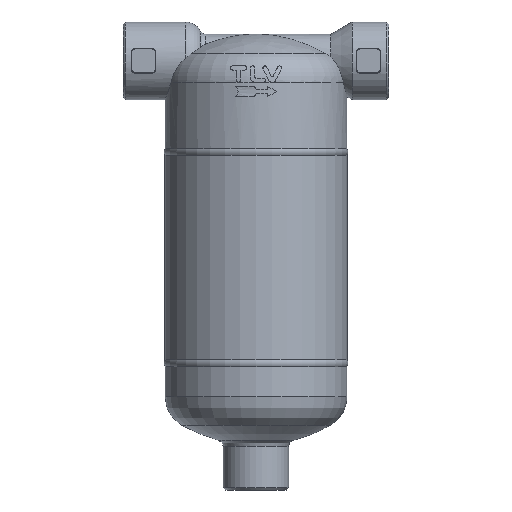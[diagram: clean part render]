
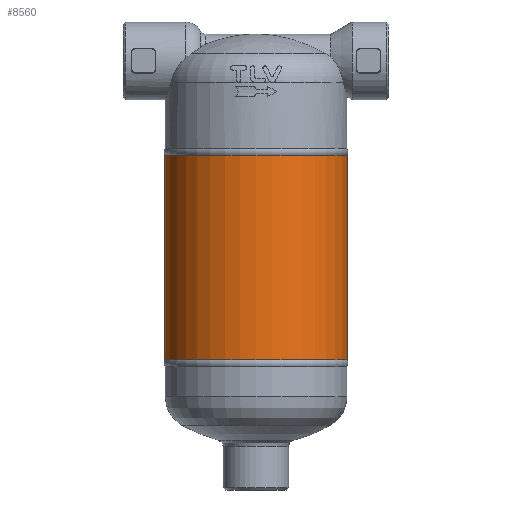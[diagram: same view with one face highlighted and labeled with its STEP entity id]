
A CAD part, front view. The second image highlights one B-rep face of the part: STEP entity #8560.
In plain terms, the highlighted cylindrical face has radius 44.55 mm (diameter 89.1 mm), a full revolution.
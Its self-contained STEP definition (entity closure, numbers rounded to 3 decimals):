
#8218=CARTESIAN_POINT('',(-44.55,0.,-101.883));
#8219=VERTEX_POINT('',#8218);
#8220=CARTESIAN_POINT('',(0.,0.0,-101.883));
#8221=DIRECTION('',(0.0,0.0,-1.0));
#8222=DIRECTION('',(1.0,0.0,0.0));
#8223=AXIS2_PLACEMENT_3D('',#8220,#8221,#8222);
#8224=CIRCLE('',#8223,44.55);
#8225=EDGE_CURVE('',#8219,#8219,#8224,.T.);
#8235=CARTESIAN_POINT('',(-44.55,0.,-1.617));
#8236=VERTEX_POINT('',#8235);
#8237=CARTESIAN_POINT('',(0.,0.0,-1.617));
#8238=DIRECTION('',(0.0,0.0,1.0));
#8239=DIRECTION('',(1.0,0.0,0.0));
#8240=AXIS2_PLACEMENT_3D('',#8237,#8238,#8239);
#8241=CIRCLE('',#8240,44.55);
#8242=EDGE_CURVE('',#8236,#8236,#8241,.T.);
#8549=CARTESIAN_POINT('',(0.,0.0,0.));
#8550=DIRECTION('',(0.,0.0,-1.0));
#8551=DIRECTION('',(1.0,0.0,0.0));
#8552=AXIS2_PLACEMENT_3D('',#8549,#8550,#8551);
#8553=CYLINDRICAL_SURFACE('',#8552,44.55);
#8554=ORIENTED_EDGE('',*,*,#8242,.F.);
#8555=EDGE_LOOP('',(#8554));
#8556=FACE_OUTER_BOUND('',#8555,.T.);
#8557=ORIENTED_EDGE('',*,*,#8225,.F.);
#8558=EDGE_LOOP('',(#8557));
#8559=FACE_BOUND('',#8558,.T.);
#8560=ADVANCED_FACE('',(#8556,#8559),#8553,.T.);
